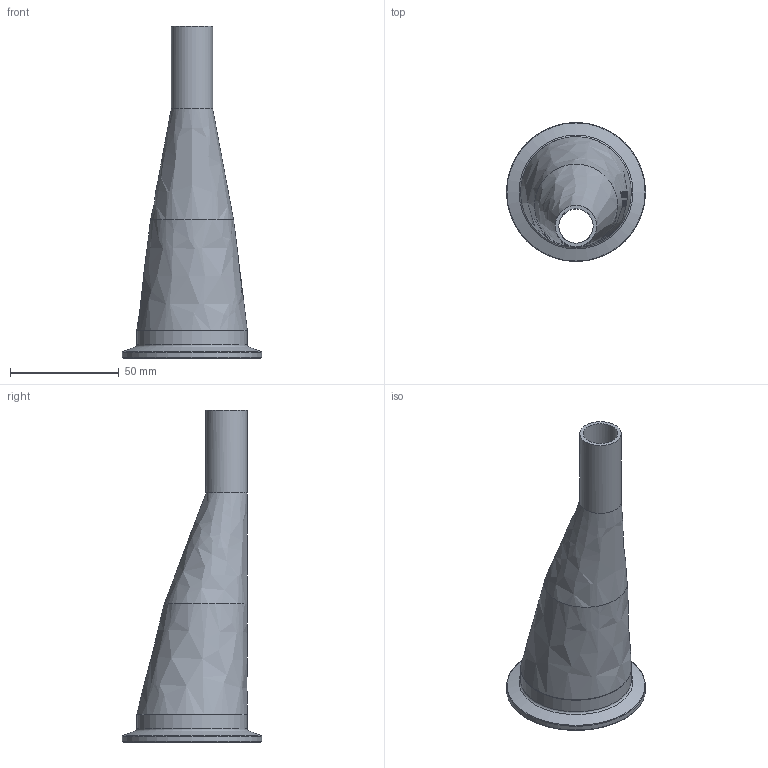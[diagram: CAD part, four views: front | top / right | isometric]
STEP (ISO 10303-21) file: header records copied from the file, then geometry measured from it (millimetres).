
FILE_DESCRIPTION(/* description */ (''),/* implementation_level */ '2;1');
FILE_NAME(/* name */ 'S32K-2X.75.stp',/* time_stamp */ '2018-11-28T09:50:32-05:00',/* author */ ('rick'),/* organization */ (''),/* preprocessor_version */ 'ST-DEVELOPER v15.2',/* originating_system */ 'Autodesk Inventor 2014',/* authorisation */ '');
FILE_SCHEMA (('AUTOMOTIVE_DESIGN { 1 0 10303 214 3 1 1 }'));
Length unit declared in the file: inch
Products named in the file (1): S32K-2X.75
Bounding box: 63.91 x 63.91 x 152.4 mm (x, y, z)
Volume: 29151 mm3; surface area: 33509.2 mm2
Topology: 1 solids, 1 shells, 406 faces, 1116 edges, 742 vertices
Faces by surface type: bspline 234, plane 155, torus 9, cylinder 5, cone 3
Full cylindrical faces by diameter (mm): 15.748 x1, 19.05 x1, 47.498 x1, 50.8 x1, 63.906 x1
Entity records: 16799 total; most frequent: CARTESIAN_POINT 8320, ORIENTED_EDGE 2194, EDGE_CURVE 1097, DIRECTION 943, VERTEX_POINT 740, B_SPLINE_CURVE_WITH_KNOTS 568, EDGE_LOOP 455, ADVANCED_FACE 406
